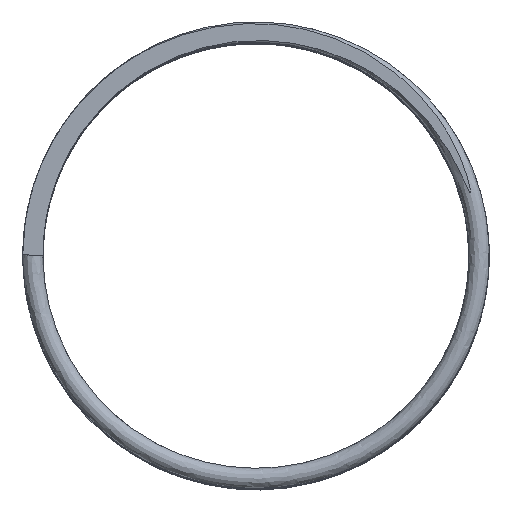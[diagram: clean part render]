
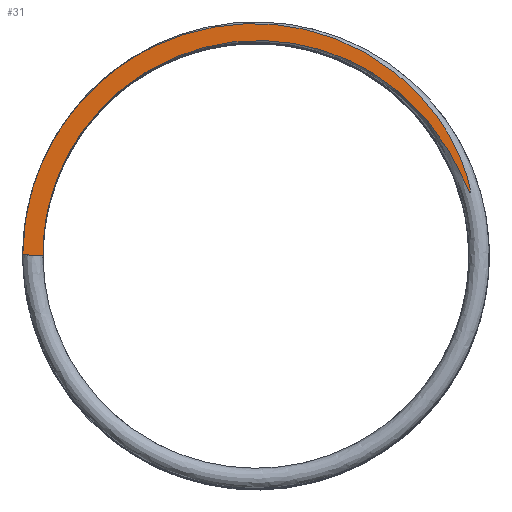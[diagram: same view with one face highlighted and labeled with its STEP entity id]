
A CAD part, top view. The second image highlights one B-rep face of the part: STEP entity #31.
In plain terms, the highlighted planar face has unit normal (0, 0, 1).
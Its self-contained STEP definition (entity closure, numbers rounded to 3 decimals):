
#31=ADVANCED_FACE('',(#61),#62,.T.);
#61=FACE_OUTER_BOUND('',#87,.T.);
#62=PLANE('',#88);
#87=EDGE_LOOP('',(#3815,#3816));
#88=AXIS2_PLACEMENT_3D('',#3817,#3818,#3819);
#3815=ORIENTED_EDGE('',*,*,#3850,.F.);
#3816=ORIENTED_EDGE('',*,*,#3851,.F.);
#3817=CARTESIAN_POINT('',(0.0,0.0,22.4));
#3818=DIRECTION('',(0.0,0.0,1.0));
#3819=DIRECTION('',(1.0,0.0,0.0));
#3850=EDGE_CURVE('',#3865,#3866,#3867,.T.);
#3851=EDGE_CURVE('',#3866,#3865,#3868,.T.);
#3865=VERTEX_POINT('',#3884);
#3866=VERTEX_POINT('',#3885);
#3867=B_SPLINE_CURVE_WITH_KNOTS('',3,(#3886,#3887,#3888,#3889,#3890,#3891,#3892,#3893,#3894,#3895,#3896,#3897,#3898,#3899,#3900,#3901,#3902,#3903,#3904,#3905,#3906,#3907,#3908,#3909,#3910,#3911,#3912,#3913,#3914,#3915,#3916,#3917,#3918,#3919,#3920,#3921,#3922,#3923,#3924,#3925,#3926,#3927,#3928,#3929,#3930,#3931,#3932,#3933,#3934,#3935,#3936,#3937,#3938,#3939,#3940,#3941,#3942,#3943,#3944,#3945),.UNSPECIFIED.,.F.,.F.,(4,2,2,2,2,2,2,2,2,2,2,2,2,2,2,2,2,2,2,2,2,2,2,2,2,2,2,2,2,4),(-136.749,-123.687,-110.864,-95.812,-79.984,-65.511,-53.707,-45.273,-38.2,-32.136,-31.07,-30.799,-30.693,-30.636,-30.59,-30.54,-30.464,-30.296,-29.832,-28.278,-26.835,-24.892,-20.606,-15.78,-11.347,-7.974,-5.303,-3.085,-1.061,-0.0),.UNSPECIFIED.);
#3868=LINE('',#3946,#3947);
#3884=CARTESIAN_POINT('',(-5.75,0.015,22.4));
#3885=CARTESIAN_POINT('',(-5.25,-0.015,22.4));
#3886=CARTESIAN_POINT('',(-5.75,0.015,22.4));
#3887=CARTESIAN_POINT('',(-5.747,0.705,22.4));
#3888=CARTESIAN_POINT('',(-5.622,1.384,22.4));
#3889=CARTESIAN_POINT('',(-5.138,2.66,22.4));
#3890=CARTESIAN_POINT('',(-4.786,3.248,22.4));
#3891=CARTESIAN_POINT('',(-3.821,4.354,22.4));
#3892=CARTESIAN_POINT('',(-3.206,4.807,22.4));
#3893=CARTESIAN_POINT('',(-1.898,5.453,22.4));
#3894=CARTESIAN_POINT('',(-1.162,5.65,22.4));
#3895=CARTESIAN_POINT('',(0.271,5.741,22.4));
#3896=CARTESIAN_POINT('',(1.024,5.662,22.4));
#3897=CARTESIAN_POINT('',(2.394,5.19,22.4));
#3898=CARTESIAN_POINT('',(3.035,4.848,22.4));
#3899=CARTESIAN_POINT('',(4.035,3.98,22.4));
#3900=CARTESIAN_POINT('',(4.398,3.555,22.4));
#3901=CARTESIAN_POINT('',(4.928,2.692,22.4));
#3902=CARTESIAN_POINT('',(5.073,2.341,22.4));
#3903=CARTESIAN_POINT('',(5.232,1.87,22.4));
#3904=CARTESIAN_POINT('',(5.271,1.699,22.4));
#3905=CARTESIAN_POINT('',(5.283,1.598,22.4));
#3906=CARTESIAN_POINT('',(5.285,1.577,22.4));
#3907=CARTESIAN_POINT('',(5.283,1.56,22.4));
#3908=CARTESIAN_POINT('',(5.283,1.556,22.4));
#3909=CARTESIAN_POINT('',(5.282,1.552,22.4));
#3910=CARTESIAN_POINT('',(5.281,1.551,22.4));
#3911=CARTESIAN_POINT('',(5.28,1.549,22.4));
#3912=CARTESIAN_POINT('',(5.279,1.549,22.4));
#3913=CARTESIAN_POINT('',(5.278,1.548,22.4));
#3914=CARTESIAN_POINT('',(5.278,1.548,22.4));
#3915=CARTESIAN_POINT('',(5.277,1.547,22.4));
#3916=CARTESIAN_POINT('',(5.276,1.547,22.4));
#3917=CARTESIAN_POINT('',(5.275,1.548,22.4));
#3918=CARTESIAN_POINT('',(5.274,1.548,22.4));
#3919=CARTESIAN_POINT('',(5.272,1.549,22.4));
#3920=CARTESIAN_POINT('',(5.27,1.551,22.4));
#3921=CARTESIAN_POINT('',(5.264,1.557,22.4));
#3922=CARTESIAN_POINT('',(5.259,1.564,22.4));
#3923=CARTESIAN_POINT('',(5.235,1.603,22.4));
#3924=CARTESIAN_POINT('',(5.21,1.659,22.4));
#3925=CARTESIAN_POINT('',(5.149,1.795,22.4));
#3926=CARTESIAN_POINT('',(5.096,1.915,22.4));
#3927=CARTESIAN_POINT('',(4.98,2.161,22.4));
#3928=CARTESIAN_POINT('',(4.912,2.295,22.4));
#3929=CARTESIAN_POINT('',(4.672,2.726,22.4));
#3930=CARTESIAN_POINT('',(4.429,3.105,22.4));
#3931=CARTESIAN_POINT('',(3.675,3.937,22.4));
#3932=CARTESIAN_POINT('',(3.209,4.312,22.4));
#3933=CARTESIAN_POINT('',(2.208,4.872,22.4));
#3934=CARTESIAN_POINT('',(1.592,5.122,22.4));
#3935=CARTESIAN_POINT('',(0.282,5.317,22.4));
#3936=CARTESIAN_POINT('',(-0.395,5.326,22.4));
#3937=CARTESIAN_POINT('',(-1.714,5.024,22.4));
#3938=CARTESIAN_POINT('',(-2.35,4.776,22.4));
#3939=CARTESIAN_POINT('',(-3.477,3.997,22.4));
#3940=CARTESIAN_POINT('',(-3.974,3.522,22.4));
#3941=CARTESIAN_POINT('',(-4.753,2.337,22.4));
#3942=CARTESIAN_POINT('',(-5.014,1.705,22.4));
#3943=CARTESIAN_POINT('',(-5.217,0.693,22.4));
#3944=CARTESIAN_POINT('',(-5.251,0.339,22.4));
#3945=CARTESIAN_POINT('',(-5.25,-0.015,22.4));
#3946=CARTESIAN_POINT('',(-2.759,-0.161,22.4));
#3947=VECTOR('',#4626,1.0);
#4626=DIRECTION('',(-0.998,0.059,0.0));
